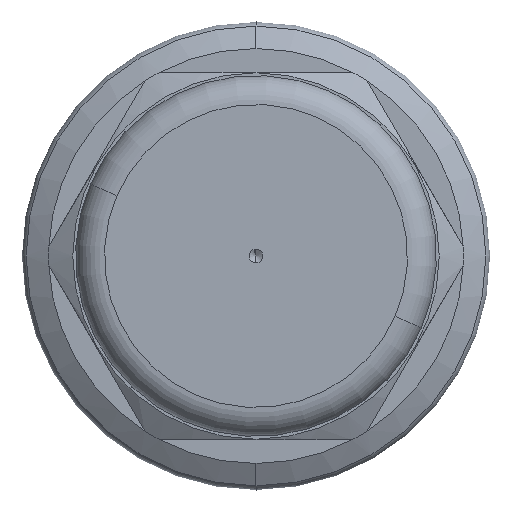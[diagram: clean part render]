
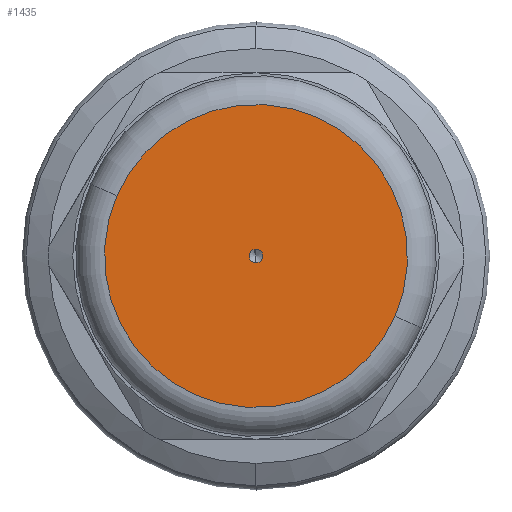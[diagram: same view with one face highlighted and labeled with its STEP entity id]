
A CAD part, left-side view. The second image highlights one B-rep face of the part: STEP entity #1435.
In plain terms, the highlighted planar face has unit normal (-1, 0, 0).
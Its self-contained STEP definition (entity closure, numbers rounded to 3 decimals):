
#386 = ORIENTED_EDGE ( 'NONE', *, *, #6933, .F. ) ;
#566 = CARTESIAN_POINT ( 'NONE',  ( -22.1, 0., 0. ) ) ;
#596 = DIRECTION ( 'NONE',  ( 1., 0., 0. ) ) ;
#610 = DIRECTION ( 'NONE',  ( 1., 0., 0. ) ) ;
#638 = CARTESIAN_POINT ( 'NONE',  ( -22.1, -11.996, -5.201 ) ) ;
#1059 = CIRCLE ( 'NONE', #9821, 0.6 ) ;
#1093 = CARTESIAN_POINT ( 'NONE',  ( -22.1, -0.55, -0.239 ) ) ;
#1244 = CARTESIAN_POINT ( 'NONE',  ( -22.1, 0.55, 0.239 ) ) ;
#1435 = ADVANCED_FACE ( 'NONE', ( #7069, #2669 ), #6870, .T. ) ;
#1542 = ORIENTED_EDGE ( 'NONE', *, *, #2944, .T. ) ;
#2573 = DIRECTION ( 'NONE',  ( 0., -0.917, -0.398 ) ) ;
#2669 = FACE_OUTER_BOUND ( 'NONE', #8938, .T. ) ;
#2755 = AXIS2_PLACEMENT_3D ( 'NONE', #566, #596, #8681 ) ;
#2855 = VERTEX_POINT ( 'NONE', #3892 ) ;
#2927 = CARTESIAN_POINT ( 'NONE',  ( -22.1, 0., 0. ) ) ;
#2944 = EDGE_CURVE ( 'NONE', #4287, #6952, #3182, .T. ) ;
#3123 = AXIS2_PLACEMENT_3D ( 'NONE', #9672, #610, #6401 ) ;
#3182 = CIRCLE ( 'NONE', #2755, 0.6 ) ;
#3661 = AXIS2_PLACEMENT_3D ( 'NONE', #9228, #4317, #2573 ) ;
#3892 = CARTESIAN_POINT ( 'NONE',  ( -22.1, 11.996, 5.201 ) ) ;
#4287 = VERTEX_POINT ( 'NONE', #1244 ) ;
#4317 = DIRECTION ( 'NONE',  ( 1., 0., 0. ) ) ;
#4421 = DIRECTION ( 'NONE',  ( 0., 0.917, 0.398 ) ) ;
#4451 = ORIENTED_EDGE ( 'NONE', *, *, #5808, .T. ) ;
#5808 = EDGE_CURVE ( 'NONE', #6952, #4287, #1059, .T. ) ;
#6063 = CIRCLE ( 'NONE', #3661, 13.075 ) ;
#6401 = DIRECTION ( 'NONE',  ( 0., -0.917, -0.398 ) ) ;
#6834 = EDGE_CURVE ( 'NONE', #9157, #2855, #9031, .T. ) ;
#6870 = PLANE ( 'NONE',  #8446 ) ;
#6933 = EDGE_CURVE ( 'NONE', #2855, #9157, #6063, .T. ) ;
#6952 = VERTEX_POINT ( 'NONE', #1093 ) ;
#7069 = FACE_BOUND ( 'NONE', #8692, .T. ) ;
#8446 = AXIS2_PLACEMENT_3D ( 'NONE', #9462, #9345, #4421 ) ;
#8494 = ORIENTED_EDGE ( 'NONE', *, *, #6834, .F. ) ;
#8681 = DIRECTION ( 'NONE',  ( 0., -0.917, -0.398 ) ) ;
#8692 = EDGE_LOOP ( 'NONE', ( #4451, #1542 ) ) ;
#8938 = EDGE_LOOP ( 'NONE', ( #8494, #386 ) ) ;
#9031 = CIRCLE ( 'NONE', #3123, 13.075 ) ;
#9157 = VERTEX_POINT ( 'NONE', #638 ) ;
#9228 = CARTESIAN_POINT ( 'NONE',  ( -22.1, 0., 0. ) ) ;
#9345 = DIRECTION ( 'NONE',  ( -1., 0., 0. ) ) ;
#9443 = DIRECTION ( 'NONE',  ( 0., -0.917, -0.398 ) ) ;
#9462 = CARTESIAN_POINT ( 'NONE',  ( -22.1, -0.55, -0.239 ) ) ;
#9672 = CARTESIAN_POINT ( 'NONE',  ( -22.1, 0., 0. ) ) ;
#9821 = AXIS2_PLACEMENT_3D ( 'NONE', #2927, #10301, #9443 ) ;
#10301 = DIRECTION ( 'NONE',  ( 1., 0., 0. ) ) ;
